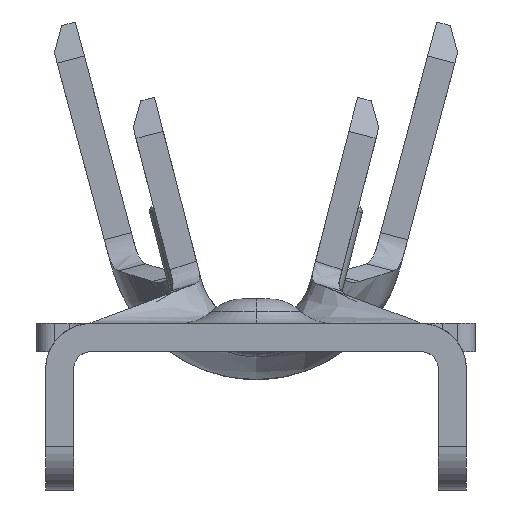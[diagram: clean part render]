
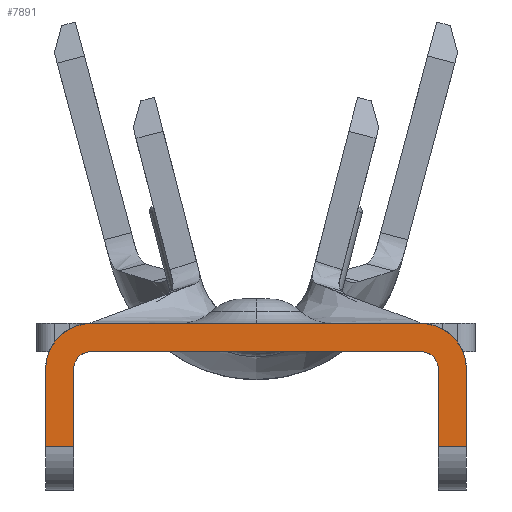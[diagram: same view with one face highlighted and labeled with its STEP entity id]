
A CAD part, left-side view. The second image highlights one B-rep face of the part: STEP entity #7891.
In plain terms, the highlighted planar face has unit normal (-1, 0, 0).
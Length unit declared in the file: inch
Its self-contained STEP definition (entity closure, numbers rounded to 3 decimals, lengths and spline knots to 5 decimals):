
#18 = CARTESIAN_POINT ( 'NONE',  ( -0.22185, 0.094, 0. ) ) ;
#180 = LINE ( 'NONE', #5585, #3248 ) ;
#226 = LINE ( 'NONE', #7031, #5065 ) ;
#244 = VERTEX_POINT ( 'NONE', #4566 ) ;
#277 = CARTESIAN_POINT ( 'NONE',  ( -0.22185, 0.094, -0.01 ) ) ;
#468 = ORIENTED_EDGE ( 'NONE', *, *, #4476, .T. ) ;
#477 = EDGE_CURVE ( 'NONE', #5090, #244, #3718, .T. ) ;
#517 = CARTESIAN_POINT ( 'NONE',  ( -0.22185, 0.12, 0.016 ) ) ;
#566 = VERTEX_POINT ( 'NONE', #4032 ) ;
#672 = LINE ( 'NONE', #6396, #6703 ) ;
#776 = LINE ( 'NONE', #5980, #5396 ) ;
#868 = DIRECTION ( 'NONE',  ( 0., -1., 0. ) ) ;
#892 = CIRCLE ( 'NONE', #2216, 0.026 ) ;
#922 = DIRECTION ( 'NONE',  ( 0., 1., 0. ) ) ;
#1117 = CARTESIAN_POINT ( 'NONE',  ( -0.22185, -0.104, -0.054 ) ) ;
#1160 = DIRECTION ( 'NONE',  ( 0., 1., 0. ) ) ;
#1292 = CARTESIAN_POINT ( 'NONE',  ( -0.22185, 0.094, -0.01 ) ) ;
#1423 = ORIENTED_EDGE ( 'NONE', *, *, #4095, .T. ) ;
#1780 = CARTESIAN_POINT ( 'NONE',  ( -0.22185, 0.094, 0.016 ) ) ;
#1860 = VERTEX_POINT ( 'NONE', #5081 ) ;
#1891 = DIRECTION ( 'NONE',  ( 0., 1., 0. ) ) ;
#1892 = CIRCLE ( 'NONE', #7345, 0.026 ) ;
#2170 = AXIS2_PLACEMENT_3D ( 'NONE', #6495, #2910, #7131 ) ;
#2216 = AXIS2_PLACEMENT_3D ( 'NONE', #277, #4516, #922 ) ;
#2231 = ORIENTED_EDGE ( 'NONE', *, *, #2549, .T. ) ;
#2413 = DIRECTION ( 'NONE',  ( 0., 0., -1. ) ) ;
#2543 = EDGE_CURVE ( 'NONE', #566, #4360, #226, .T. ) ;
#2549 = EDGE_CURVE ( 'NONE', #566, #5109, #1892, .T. ) ;
#2832 = EDGE_CURVE ( 'NONE', #4536, #5109, #180, .T. ) ;
#2872 = DIRECTION ( 'NONE',  ( -1., 0., 0. ) ) ;
#2910 = DIRECTION ( 'NONE',  ( 1., 0., 0. ) ) ;
#2992 = EDGE_CURVE ( 'NONE', #4536, #5090, #892, .T. ) ;
#3027 = EDGE_CURVE ( 'NONE', #4333, #244, #3723, .T. ) ;
#3035 = ORIENTED_EDGE ( 'NONE', *, *, #3230, .F. ) ;
#3090 = ORIENTED_EDGE ( 'NONE', *, *, #2992, .T. ) ;
#3145 = ORIENTED_EDGE ( 'NONE', *, *, #3027, .F. ) ;
#3230 = EDGE_CURVE ( 'NONE', #5299, #4333, #776, .T. ) ;
#3248 = VECTOR ( 'NONE', #6177, 39.37008 ) ;
#3257 = VERTEX_POINT ( 'NONE', #4792 ) ;
#3338 = EDGE_CURVE ( 'NONE', #5299, #4276, #3622, .T. ) ;
#3351 = CARTESIAN_POINT ( 'NONE',  ( -0.22185, -0.094, 0. ) ) ;
#3420 = DIRECTION ( 'NONE',  ( 0., -1., 0. ) ) ;
#3563 = PLANE ( 'NONE',  #6844 ) ;
#3622 = CIRCLE ( 'NONE', #7865, 0.01 ) ;
#3679 = CARTESIAN_POINT ( 'NONE',  ( -0.22185, 0.12, -0.01 ) ) ;
#3718 = LINE ( 'NONE', #4183, #4540 ) ;
#3723 = LINE ( 'NONE', #4556, #6722 ) ;
#3785 = ORIENTED_EDGE ( 'NONE', *, *, #3338, .T. ) ;
#4018 = CARTESIAN_POINT ( 'NONE',  ( -0.22185, -0.12, -0.054 ) ) ;
#4032 = CARTESIAN_POINT ( 'NONE',  ( -0.22185, -0.12, -0.01 ) ) ;
#4095 = EDGE_CURVE ( 'NONE', #4276, #7495, #672, .T. ) ;
#4183 = CARTESIAN_POINT ( 'NONE',  ( -0.22185, 0.12, 0.016 ) ) ;
#4276 = VERTEX_POINT ( 'NONE', #18 ) ;
#4309 = CARTESIAN_POINT ( 'NONE',  ( -0.22185, -0.094, 0.016 ) ) ;
#4333 = VERTEX_POINT ( 'NONE', #7363 ) ;
#4344 = VECTOR ( 'NONE', #868, 39.37008 ) ;
#4360 = VERTEX_POINT ( 'NONE', #4018 ) ;
#4476 = EDGE_CURVE ( 'NONE', #7495, #3257, #6411, .T. ) ;
#4509 = EDGE_CURVE ( 'NONE', #3257, #1860, #6782, .T. ) ;
#4516 = DIRECTION ( 'NONE',  ( -1., 0., 0. ) ) ;
#4536 = VERTEX_POINT ( 'NONE', #1780 ) ;
#4540 = VECTOR ( 'NONE', #2413, 39.37008 ) ;
#4556 = CARTESIAN_POINT ( 'NONE',  ( -0.22185, 0.104, -0.054 ) ) ;
#4566 = CARTESIAN_POINT ( 'NONE',  ( -0.22185, 0.12, -0.054 ) ) ;
#4710 = DIRECTION ( 'NONE',  ( 0., 0., -1. ) ) ;
#4760 = DIRECTION ( 'NONE',  ( 1., 0., 0. ) ) ;
#4779 = EDGE_CURVE ( 'NONE', #1860, #4360, #7574, .T. ) ;
#4792 = CARTESIAN_POINT ( 'NONE',  ( -0.22185, -0.104, -0.01 ) ) ;
#4851 = ORIENTED_EDGE ( 'NONE', *, *, #2832, .F. ) ;
#4865 = ORIENTED_EDGE ( 'NONE', *, *, #4779, .T. ) ;
#4965 = ORIENTED_EDGE ( 'NONE', *, *, #4509, .T. ) ;
#5065 = VECTOR ( 'NONE', #6371, 39.37008 ) ;
#5081 = CARTESIAN_POINT ( 'NONE',  ( -0.22185, -0.104, -0.054 ) ) ;
#5088 = ORIENTED_EDGE ( 'NONE', *, *, #477, .T. ) ;
#5090 = VERTEX_POINT ( 'NONE', #3679 ) ;
#5109 = VERTEX_POINT ( 'NONE', #4309 ) ;
#5299 = VERTEX_POINT ( 'NONE', #5771 ) ;
#5396 = VECTOR ( 'NONE', #6583, 39.37008 ) ;
#5483 = DIRECTION ( 'NONE',  ( 1., 0., 0. ) ) ;
#5585 = CARTESIAN_POINT ( 'NONE',  ( -0.22185, 0.12, 0.016 ) ) ;
#5681 = CARTESIAN_POINT ( 'NONE',  ( -0.22185, -0.104, -0.054 ) ) ;
#5771 = CARTESIAN_POINT ( 'NONE',  ( -0.22185, 0.104, -0.01 ) ) ;
#5980 = CARTESIAN_POINT ( 'NONE',  ( -0.22185, 0.104, -0.054 ) ) ;
#6177 = DIRECTION ( 'NONE',  ( 0., -1., 0. ) ) ;
#6371 = DIRECTION ( 'NONE',  ( 0., 0., -1. ) ) ;
#6396 = CARTESIAN_POINT ( 'NONE',  ( -0.22185, 0.12, 0. ) ) ;
#6411 = CIRCLE ( 'NONE', #2170, 0.01 ) ;
#6460 = CARTESIAN_POINT ( 'NONE',  ( -0.22185, -0.094, -0.01 ) ) ;
#6495 = CARTESIAN_POINT ( 'NONE',  ( -0.22185, -0.094, -0.01 ) ) ;
#6583 = DIRECTION ( 'NONE',  ( 0., 0., -1. ) ) ;
#6703 = VECTOR ( 'NONE', #3420, 39.37008 ) ;
#6722 = VECTOR ( 'NONE', #6951, 39.37008 ) ;
#6782 = LINE ( 'NONE', #1117, #7867 ) ;
#6795 = ORIENTED_EDGE ( 'NONE', *, *, #2543, .F. ) ;
#6844 = AXIS2_PLACEMENT_3D ( 'NONE', #517, #4760, #1160 ) ;
#6951 = DIRECTION ( 'NONE',  ( 0., 1., 0. ) ) ;
#7031 = CARTESIAN_POINT ( 'NONE',  ( -0.22185, -0.12, 0.016 ) ) ;
#7073 = DIRECTION ( 'NONE',  ( 0., 1., 0. ) ) ;
#7131 = DIRECTION ( 'NONE',  ( 0., 1., 0. ) ) ;
#7345 = AXIS2_PLACEMENT_3D ( 'NONE', #6460, #2872, #7073 ) ;
#7363 = CARTESIAN_POINT ( 'NONE',  ( -0.22185, 0.104, -0.054 ) ) ;
#7495 = VERTEX_POINT ( 'NONE', #3351 ) ;
#7574 = LINE ( 'NONE', #5681, #4344 ) ;
#7638 = EDGE_LOOP ( 'NONE', ( #6795, #2231, #4851, #3090, #5088, #3145, #3035, #3785, #1423, #468, #4965, #4865 ) ) ;
#7787 = FACE_OUTER_BOUND ( 'NONE', #7638, .T. ) ;
#7865 = AXIS2_PLACEMENT_3D ( 'NONE', #1292, #5483, #1891 ) ;
#7867 = VECTOR ( 'NONE', #4710, 39.37008 ) ;
#7891 = ADVANCED_FACE ( 'NONE', ( #7787 ), #3563, .F. ) ;
